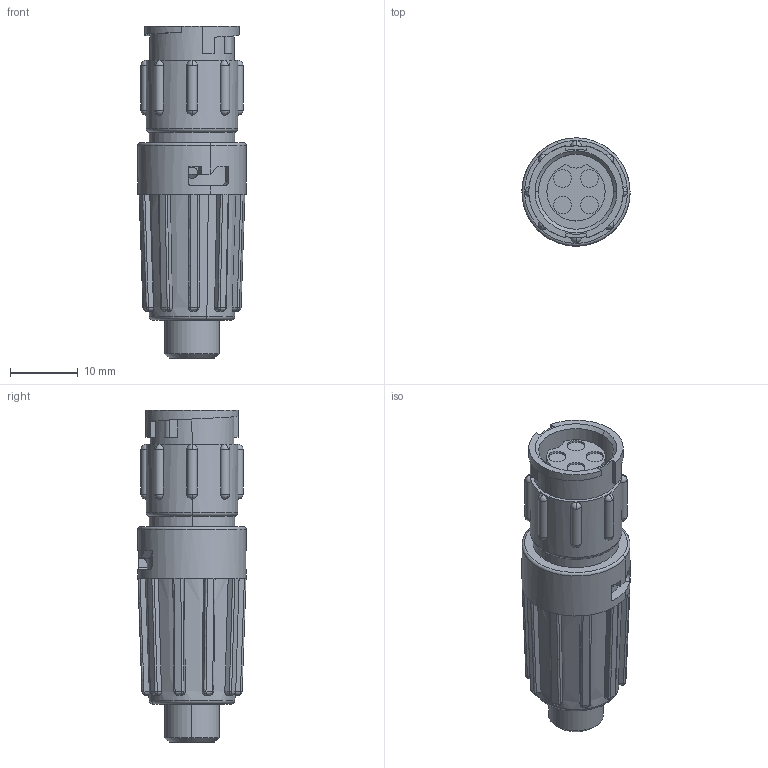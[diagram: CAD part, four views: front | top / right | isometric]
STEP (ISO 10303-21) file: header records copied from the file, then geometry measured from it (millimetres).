
FILE_DESCRIPTION (( 'STEP AP203' ), '1' );
FILE_NAME ('8382-4SG-5XX.STEP', '2021-08-20T20:19:19', ( '' ), ( '' ), 'SwSTEP 2.0', 'SolidWorks 2020', '' );
FILE_SCHEMA (( 'CONFIG_CONTROL_DESIGN' ));
Length unit declared in the file: millimetre
Products named in the file (1): 8382-4SG-5XX
Bounding box: 16 x 16 x 49.14 mm (x, y, z)
Volume: 6418.9 mm3; surface area: 3529.4 mm2
Topology: 1 solids, 1 shells, 281 faces, 783 edges, 462 vertices
Faces by surface type: plane 84, bspline 82, cylinder 71, sphere 32, cone 6, torus 6
Entity records: 15760 total; most frequent: CARTESIAN_POINT 9675, ORIENTED_EDGE 1394, DIRECTION 1057, EDGE_CURVE 697, VERTEX_POINT 428, AXIS2_PLACEMENT_3D 417, EDGE_LOOP 295, FACE_OUTER_BOUND 281
